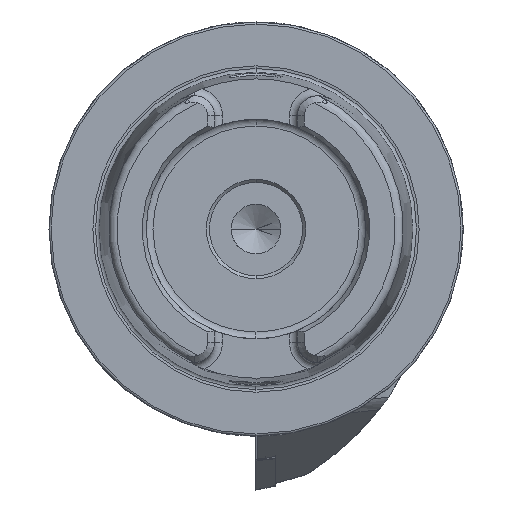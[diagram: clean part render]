
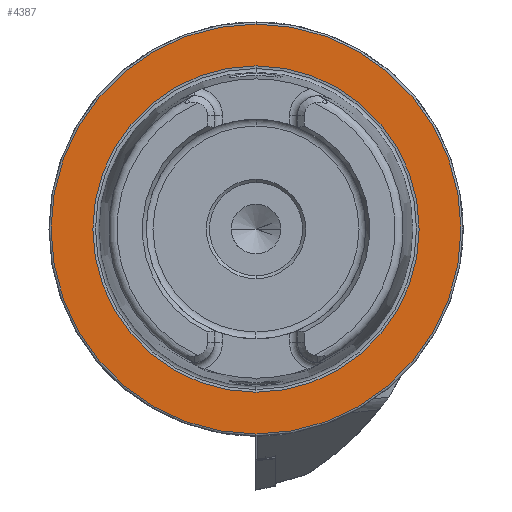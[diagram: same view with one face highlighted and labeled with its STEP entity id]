
A CAD part, left-side view. The second image highlights one B-rep face of the part: STEP entity #4387.
In plain terms, the highlighted planar face has unit normal (-1, 0, 0).
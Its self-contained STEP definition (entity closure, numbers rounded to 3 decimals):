
#468 = AXIS2_PLACEMENT_3D ( 'NONE', #10380, #10381, #10382 ) ;
#486 = AXIS2_PLACEMENT_3D ( 'NONE', #10626, #10627, #10628 ) ;
#622 = AXIS2_PLACEMENT_3D ( 'NONE', #9446, #9447, #9448 ) ;
#716 = AXIS2_PLACEMENT_3D ( 'NONE', #7624, #7625, #7626 ) ;
#2479 = EDGE_LOOP ( 'NONE', ( #7489, #7488 ) ) ;
#2491 = EDGE_LOOP ( 'NONE', ( #7487, #7486 ) ) ;
#2819 = FACE_OUTER_BOUND ( 'NONE', #2491, .T. ) ;
#2820 = FACE_BOUND ( 'NONE', #2479, .T. ) ;
#2866 = CIRCLE ( 'NONE', #622, 39.405 ) ;
#3202 = EDGE_CURVE ( 'NONE', #4007, #4320, #5280, .T. ) ;
#3273 = EDGE_CURVE ( 'NONE', #4320, #4007, #5029, .T. ) ;
#3319 = EDGE_CURVE ( 'NONE', #4269, #3852, #4951, .T. ) ;
#3687 = EDGE_CURVE ( 'NONE', #3852, #4269, #2866, .T. ) ;
#3852 = VERTEX_POINT ( 'NONE', #9608 ) ;
#4007 = VERTEX_POINT ( 'NONE', #9740 ) ;
#4269 = VERTEX_POINT ( 'NONE', #10124 ) ;
#4320 = VERTEX_POINT ( 'NONE', #10215 ) ;
#4387 = ADVANCED_FACE ( 'NONE', ( #2820, #2819 ), #7623, .F. ) ;
#4951 = CIRCLE ( 'NONE', #486, 39.405 ) ;
#5029 = CIRCLE ( 'NONE', #468, 49.5 ) ;
#5280 = CIRCLE ( 'NONE', #5843, 49.5 ) ;
#5843 = AXIS2_PLACEMENT_3D ( 'NONE', #11856, #11857, #11855 ) ;
#7486 = ORIENTED_EDGE ( 'NONE', *, *, #3202, .T. ) ;
#7487 = ORIENTED_EDGE ( 'NONE', *, *, #3273, .T. ) ;
#7488 = ORIENTED_EDGE ( 'NONE', *, *, #3319, .F. ) ;
#7489 = ORIENTED_EDGE ( 'NONE', *, *, #3687, .F. ) ;
#7623 = PLANE ( 'NONE',  #716 ) ;
#7624 = CARTESIAN_POINT ( 'NONE',  ( 0., 49.5, 0. ) ) ;
#7625 = DIRECTION ( 'NONE',  ( 1., 0., 0. ) ) ;
#7626 = DIRECTION ( 'NONE',  ( 0., 0., -1. ) ) ;
#9446 = CARTESIAN_POINT ( 'NONE',  ( 0., 0., 0. ) ) ;
#9447 = DIRECTION ( 'NONE',  ( -1., 0., 0. ) ) ;
#9448 = DIRECTION ( 'NONE',  ( 0., 0., 1. ) ) ;
#9608 = CARTESIAN_POINT ( 'NONE',  ( 0., 0., 39.405 ) ) ;
#9740 = CARTESIAN_POINT ( 'NONE',  ( 0., 0., -49.5 ) ) ;
#10124 = CARTESIAN_POINT ( 'NONE',  ( 0., 0., -39.405 ) ) ;
#10215 = CARTESIAN_POINT ( 'NONE',  ( 0., 0., 49.5 ) ) ;
#10380 = CARTESIAN_POINT ( 'NONE',  ( 0., 0., 0. ) ) ;
#10381 = DIRECTION ( 'NONE',  ( -1., 0., 0. ) ) ;
#10382 = DIRECTION ( 'NONE',  ( 0., 0., 1. ) ) ;
#10626 = CARTESIAN_POINT ( 'NONE',  ( 0., 0., 0. ) ) ;
#10627 = DIRECTION ( 'NONE',  ( -1., 0., 0. ) ) ;
#10628 = DIRECTION ( 'NONE',  ( 0., 0., 1. ) ) ;
#11855 = DIRECTION ( 'NONE',  ( 0., 0., 1. ) ) ;
#11856 = CARTESIAN_POINT ( 'NONE',  ( 0., 0., 0. ) ) ;
#11857 = DIRECTION ( 'NONE',  ( -1., 0., 0. ) ) ;
